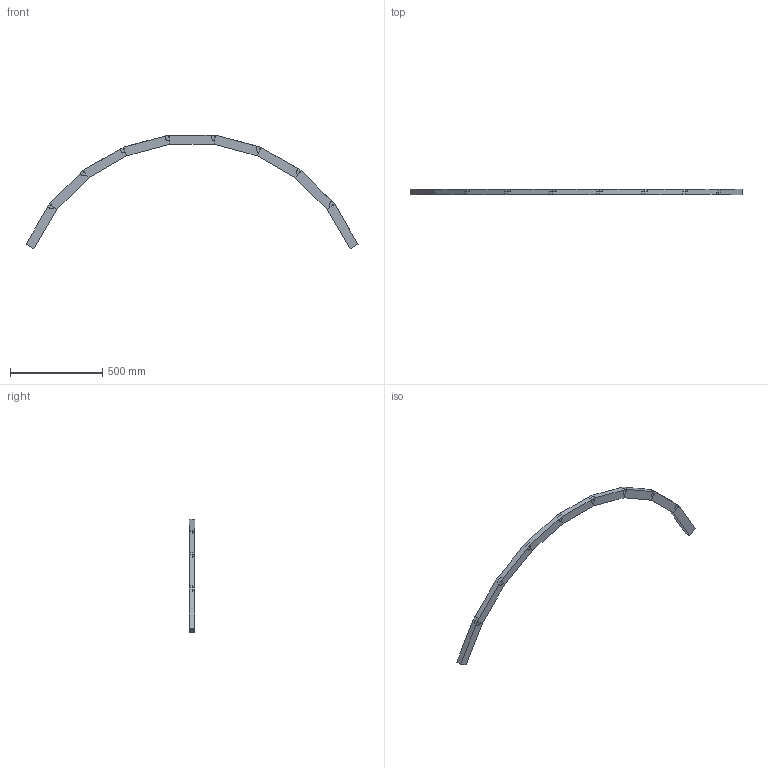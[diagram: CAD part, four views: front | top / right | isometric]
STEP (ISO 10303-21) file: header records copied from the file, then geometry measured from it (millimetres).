
FILE_DESCRIPTION(/* description */ (''),/* implementation_level */ '2;1');
FILE_NAME(/* name */ 'bridge2_rhino',/* time_stamp */ '2025-02-05T09:40:00+01:00',/* author */ (''),/* organization */ (''),/* preprocessor_version */ 'ST-DEVELOPER v16.5',/* originating_system */ 'Rhino 7.32',/* authorisation */ '');
FILE_SCHEMA (('CONFIG_CONTROL_DESIGN','CONFIG_CONTROL_DESIGN'));
Length unit declared in the file: millimetre
Products named in the file (1): Document
Bounding box: 1800 x 30 x 616.77 mm (x, y, z)
Volume: 3339274.6 mm3; surface area: 409690.8 mm2
Topology: 9 solids, 9 shells, 178 faces, 464 edges, 296 vertices
Faces by surface type: plane 102, cylinder 76
Entity records: 5072 total; most frequent: CARTESIAN_POINT 1980, ORIENTED_EDGE 928, EDGE_CURVE 464, VERTEX_POINT 296, EDGE_LOOP 202, DIRECTION 182, B_SPLINE_CURVE_WITH_KNOTS 180, AXIS2_PLACEMENT_3D 180
